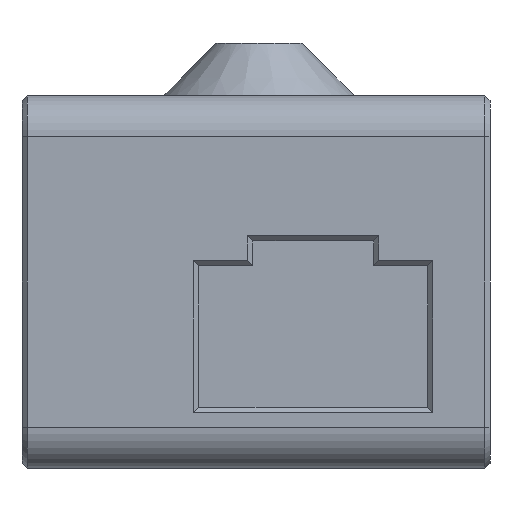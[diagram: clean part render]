
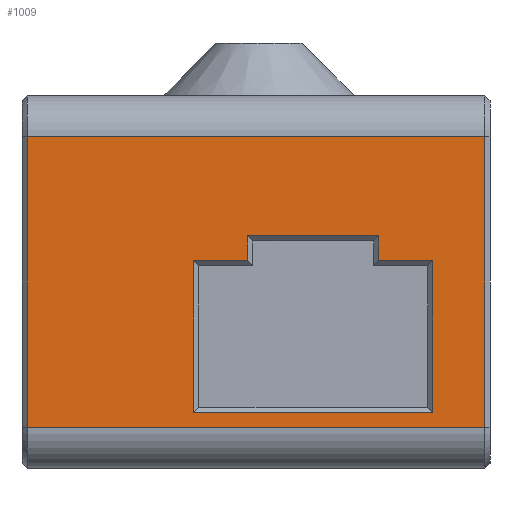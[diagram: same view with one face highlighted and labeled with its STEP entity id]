
A CAD part, front view. The second image highlights one B-rep face of the part: STEP entity #1009.
In plain terms, the highlighted planar face has unit normal (0, -1, 0).
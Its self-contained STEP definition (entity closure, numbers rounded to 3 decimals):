
#31=FACE_BOUND('',#162,.T.);
#51=PLANE('',#1093);
#95=FACE_OUTER_BOUND('',#161,.T.);
#161=EDGE_LOOP('',(#766,#767,#768,#769));
#162=EDGE_LOOP('',(#770,#771,#772,#773,#774,#775,#776,#777));
#215=LINE('',#1509,#323);
#219=LINE('',#1518,#327);
#223=LINE('',#1526,#331);
#226=LINE('',#1532,#334);
#230=LINE('',#1540,#338);
#233=LINE('',#1546,#341);
#236=LINE('',#1550,#344);
#237=LINE('',#1552,#345);
#248=LINE('',#1575,#356);
#249=LINE('',#1577,#357);
#250=LINE('',#1579,#358);
#251=LINE('',#1580,#359);
#323=VECTOR('',#1207,10.);
#327=VECTOR('',#1213,10.);
#331=VECTOR('',#1219,10.);
#334=VECTOR('',#1224,10.);
#338=VECTOR('',#1230,10.);
#341=VECTOR('',#1235,10.);
#344=VECTOR('',#1240,10.);
#345=VECTOR('',#1243,10.);
#356=VECTOR('',#1264,10.);
#357=VECTOR('',#1265,10.);
#358=VECTOR('',#1266,10.);
#359=VECTOR('',#1267,10.);
#471=VERTEX_POINT('',#1507);
#472=VERTEX_POINT('',#1508);
#475=VERTEX_POINT('',#1516);
#476=VERTEX_POINT('',#1517);
#479=VERTEX_POINT('',#1525);
#481=VERTEX_POINT('',#1531);
#484=VERTEX_POINT('',#1539);
#486=VERTEX_POINT('',#1545);
#492=VERTEX_POINT('',#1573);
#493=VERTEX_POINT('',#1574);
#494=VERTEX_POINT('',#1576);
#495=VERTEX_POINT('',#1578);
#563=EDGE_CURVE('',#471,#472,#215,.T.);
#567=EDGE_CURVE('',#475,#476,#219,.T.);
#571=EDGE_CURVE('',#476,#479,#223,.T.);
#574=EDGE_CURVE('',#479,#481,#226,.T.);
#578=EDGE_CURVE('',#481,#484,#230,.T.);
#581=EDGE_CURVE('',#484,#486,#233,.T.);
#584=EDGE_CURVE('',#486,#471,#236,.T.);
#585=EDGE_CURVE('',#472,#475,#237,.T.);
#596=EDGE_CURVE('',#492,#493,#248,.T.);
#597=EDGE_CURVE('',#494,#492,#249,.T.);
#598=EDGE_CURVE('',#495,#494,#250,.T.);
#599=EDGE_CURVE('',#493,#495,#251,.T.);
#766=ORIENTED_EDGE('',*,*,#596,.F.);
#767=ORIENTED_EDGE('',*,*,#597,.F.);
#768=ORIENTED_EDGE('',*,*,#598,.F.);
#769=ORIENTED_EDGE('',*,*,#599,.F.);
#770=ORIENTED_EDGE('',*,*,#567,.F.);
#771=ORIENTED_EDGE('',*,*,#585,.F.);
#772=ORIENTED_EDGE('',*,*,#563,.F.);
#773=ORIENTED_EDGE('',*,*,#584,.F.);
#774=ORIENTED_EDGE('',*,*,#581,.F.);
#775=ORIENTED_EDGE('',*,*,#578,.F.);
#776=ORIENTED_EDGE('',*,*,#574,.F.);
#777=ORIENTED_EDGE('',*,*,#571,.F.);
#1009=ADVANCED_FACE('',(#95,#31),#51,.T.);
#1093=AXIS2_PLACEMENT_3D('',#1572,#1262,#1263);
#1207=DIRECTION('',(1.,0.,0.));
#1213=DIRECTION('',(-1.,0.,0.));
#1219=DIRECTION('',(0.,0.,1.));
#1224=DIRECTION('',(-1.,0.,0.));
#1230=DIRECTION('',(0.,0.,-1.));
#1235=DIRECTION('',(-1.,0.,0.));
#1240=DIRECTION('',(0.,0.,-1.));
#1243=DIRECTION('',(0.,0.,1.));
#1262=DIRECTION('center_axis',(0.,-1.,0.));
#1263=DIRECTION('ref_axis',(0.,0.,-1.));
#1264=DIRECTION('',(0.,0.,1.));
#1265=DIRECTION('',(-1.,0.,0.));
#1266=DIRECTION('',(0.,0.,-1.));
#1267=DIRECTION('',(1.,0.,0.));
#1507=CARTESIAN_POINT('',(69.5,-74.,-0.9));
#1508=CARTESIAN_POINT('',(92.5,-74.,-0.9));
#1509=CARTESIAN_POINT('',(72.5,-74.,-0.9));
#1516=CARTESIAN_POINT('',(92.5,-74.,13.7));
#1517=CARTESIAN_POINT('',(87.3,-74.,13.7));
#1518=CARTESIAN_POINT('',(69.9,-74.,13.7));
#1525=CARTESIAN_POINT('',(87.3,-74.,16.1));
#1526=CARTESIAN_POINT('',(87.3,-74.,22.6));
#1531=CARTESIAN_POINT('',(74.7,-74.,16.1));
#1532=CARTESIAN_POINT('',(64.1,-74.,16.1));
#1539=CARTESIAN_POINT('',(74.7,-74.,13.7));
#1540=CARTESIAN_POINT('',(74.7,-74.,21.4));
#1545=CARTESIAN_POINT('',(69.5,-74.,13.7));
#1546=CARTESIAN_POINT('',(61.5,-74.,13.7));
#1550=CARTESIAN_POINT('',(69.5,-74.,14.6));
#1552=CARTESIAN_POINT('',(92.5,-74.,21.4));
#1572=CARTESIAN_POINT('Origin',(53.,-74.,29.6));
#1573=CARTESIAN_POINT('',(53.5,-74.,-2.3));
#1574=CARTESIAN_POINT('',(53.5,-74.,25.6));
#1575=CARTESIAN_POINT('',(53.5,-74.,20.625));
#1576=CARTESIAN_POINT('',(97.5,-74.,-2.3));
#1577=CARTESIAN_POINT('',(53.,-74.,-2.3));
#1578=CARTESIAN_POINT('',(97.5,-74.,25.6));
#1579=CARTESIAN_POINT('',(97.5,-74.,20.625));
#1580=CARTESIAN_POINT('',(53.,-74.,25.6));
